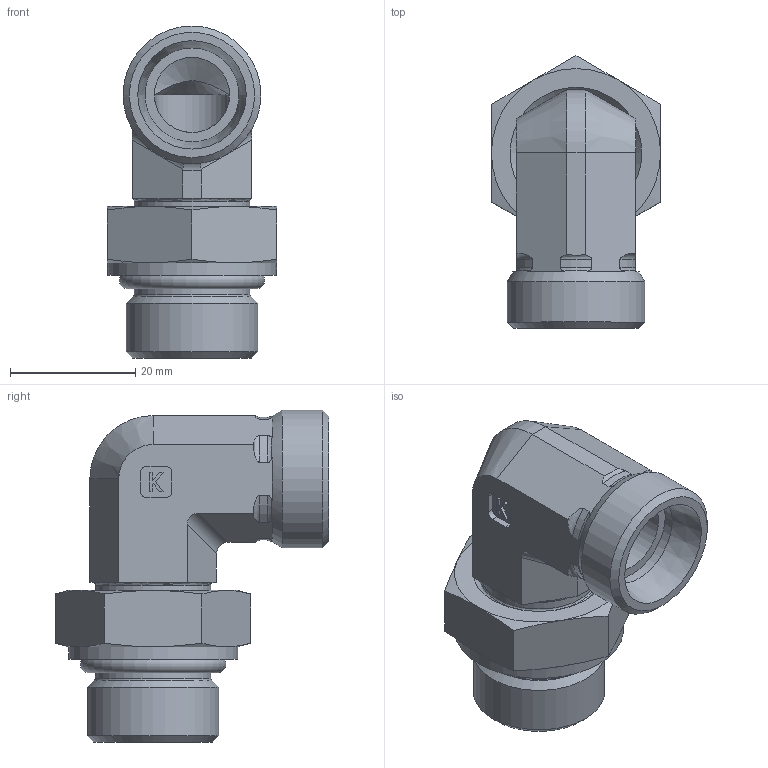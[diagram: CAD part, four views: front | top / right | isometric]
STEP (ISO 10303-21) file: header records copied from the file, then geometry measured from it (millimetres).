
FILE_DESCRIPTION((''),'2;1');
FILE_NAME('6721222115.stp','2015-07-17T15:07:11',(''),('KNOMI spol. s r. o.'),'Autodesk Inventor 2012','Autodesk Inventor 2012','');
FILE_SCHEMA(('AUTOMOTIVE_DESIGN { 1 2 10303 214 0 1 1 1 }'));
Length unit declared in the file: millimetre
Products named in the file (4): ÚPS G1/2"/M22 komora Js12; 679 1222 15; 60 18000 265 90; 6796120
Assembly tree (3 placements, depth 2):
  ÚPS G1/2"/M22 komora Js12
    679 1222 15
    60 18000 265 90
    6796120
Bounding box: 27 x 43.59 x 53 mm (x, y, z)
Volume: 17808.5 mm3; surface area: 10431.6 mm2
Topology: 3 solids, 3 shells, 138 faces, 345 edges, 219 vertices
Faces by surface type: plane 71, cone 26, cylinder 24, torus 17
Full cylindrical faces by diameter (mm): 12 x2, 15 x1, 18.4 x2, 18.631 x1, 20.955 x2, 22 x1, 27 x1
Entity records: 4323 total; most frequent: CARTESIAN_POINT 1021, DIRECTION 628, ORIENTED_EDGE 620, EDGE_CURVE 310, AXIS2_PLACEMENT_3D 248, VERTEX_POINT 209, EDGE_LOOP 175, STYLED_ITEM 141
